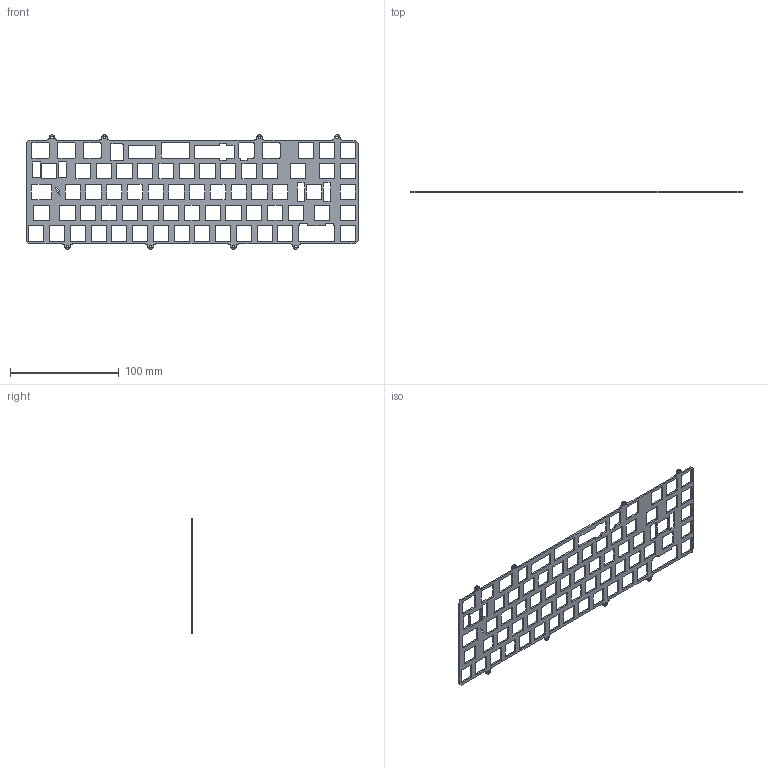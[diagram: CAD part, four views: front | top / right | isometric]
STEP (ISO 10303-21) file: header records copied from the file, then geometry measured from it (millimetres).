
FILE_DESCRIPTION(/* description */ (''),/* implementation_level */ '2;1');
FILE_NAME(/* name */ 'ptr65_plate_ansi.step',/* time_stamp */ '2025-03-26T00:04:26+08:00',/* author */ (''),/* organization */ (''),/* preprocessor_version */ 'ST-DEVELOPER v20.1',/* originating_system */ 'Autodesk Translation Framework v14.4.0.0',/* authorisation */ '');
FILE_SCHEMA (('AUTOMOTIVE_DESIGN { 1 0 10303 214 3 1 1 }'));
Length unit declared in the file: millimetre
Products named in the file (1): pika65
Bounding box: 304.8 x 1.5 x 105.25 mm (x, y, z)
Volume: 21021.2 mm3; surface area: 35715.1 mm2
Topology: 1 solids, 1 shells, 700 faces, 2094 edges, 1396 vertices
Faces by surface type: cylinder 354, plane 334, bspline 12
Full cylindrical faces by diameter (mm): 2.5 x8
Entity records: 24476 total; most frequent: CARTESIAN_POINT 4569, ORIENTED_EDGE 4188, DIRECTION 4156, EDGE_CURVE 2094, AXIS2_PLACEMENT_3D 1397, VERTEX_POINT 1396, LINE 1362, VECTOR 1362
